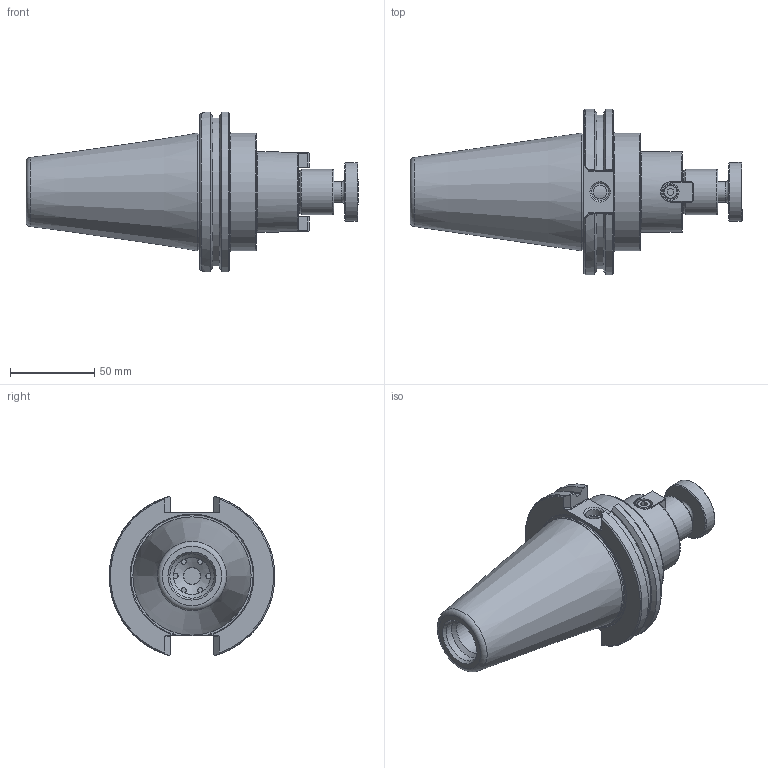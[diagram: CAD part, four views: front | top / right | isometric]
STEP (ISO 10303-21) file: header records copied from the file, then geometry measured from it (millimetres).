
FILE_DESCRIPTION(/* description */ (''),/* implementation_level */ '2;1');
FILE_NAME(/* name */ 'C50F-M27SM60C.stp',/* time_stamp */ '2023-10-27T14:15:51-04:00',/* author */ ('jsmall'),/* organization */ (''),/* preprocessor_version */ 'ST-DEVELOPER v18.1',/* originating_system */ 'Autodesk Inventor 2022',/* authorisation */ '');
FILE_SCHEMA (('AUTOMOTIVE_DESIGN { 1 0 10303 214 3 1 1 }'));
Length unit declared in the file: inch
Products named in the file (5): C50F-M27SM60C; C50F-M27SM60C_1; 27MMKY; 028-166; 27MMLS
Assembly tree (6 placements, depth 2):
  C50F-M27SM60C
    C50F-M27SM60C_1
    27MMKY  x2
    028-166  x2
    27MMLS
Bounding box: 196.95 x 98.09 x 94.71 mm (x, y, z)
Volume: 435598.4 mm3; surface area: 66027.7 mm2
Topology: 6 solids, 6 shells, 212 faces, 544 edges, 349 vertices
Faces by surface type: plane 111, cylinder 52, cone 34, torus 11, bspline 4
Full cylindrical faces by diameter (mm): 3 x6, 4.134 x2, 5 x2, 5.512 x2, 8.001 x1, 8.5 x2, 10 x1, 10.008 x2, 10.106 x1, 10.135 x1, 12 x1, 12.954 x1, 21.971 x1, 25.471 x1, 26.365 x1, 26.995 x1, 35 x1, 48 x1, 69.193 x1, 69.85 x1
Entity records: 6285 total; most frequent: CARTESIAN_POINT 1556, ORIENTED_EDGE 948, DIRECTION 920, EDGE_CURVE 474, AXIS2_PLACEMENT_3D 347, VERTEX_POINT 307, LINE 226, VECTOR 226
